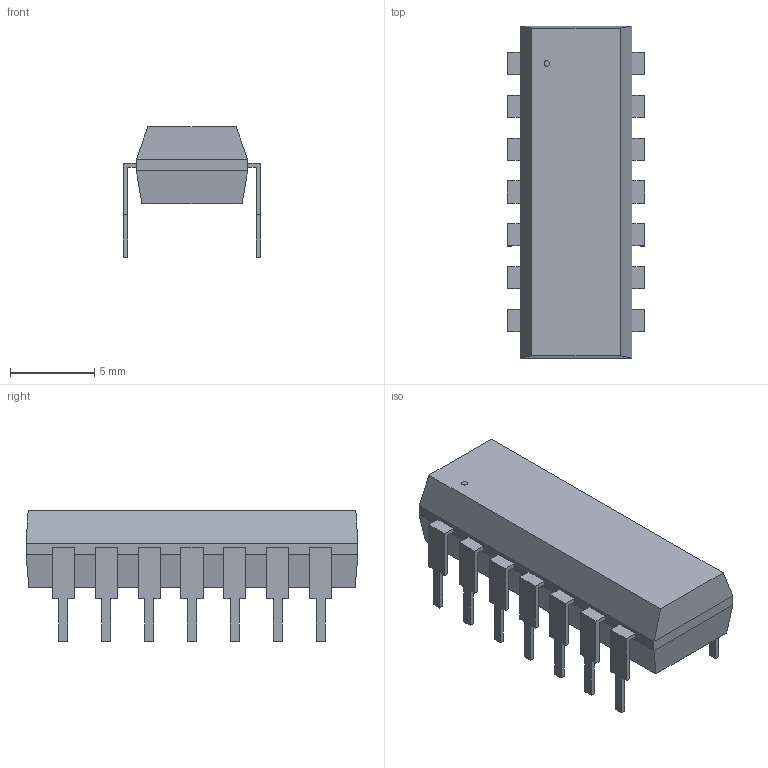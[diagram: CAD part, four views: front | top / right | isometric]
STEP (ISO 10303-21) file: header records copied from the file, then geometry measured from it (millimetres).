
FILE_DESCRIPTION(('STEP AP214'),'1');
FILE_NAME('N14','2020-01-14T03:33:07',(''),(''),'','','');
FILE_SCHEMA(('AUTOMOTIVE_DESIGN'));
Length unit declared in the file: millimetre
Products named in the file (1): product
Bounding box: 8.13 x 19.68 x 7.75 mm (x, y, z)
Volume: 573.3 mm3; surface area: 679.9 mm2
Topology: 16 solids, 16 shells, 185 faces, 451 edges, 298 vertices
Faces by surface type: plane 184, cylinder 1
Full cylindrical faces by diameter (mm): 0.33 x1
Entity records: 5060 total; most frequent: ORIENTED_EDGE 900, DIRECTION 826, CARTESIAN_POINT 487, EDGE_CURVE 450, LINE 448, VECTOR 448, VERTEX_POINT 298, AXIS2_PLACEMENT_3D 189
